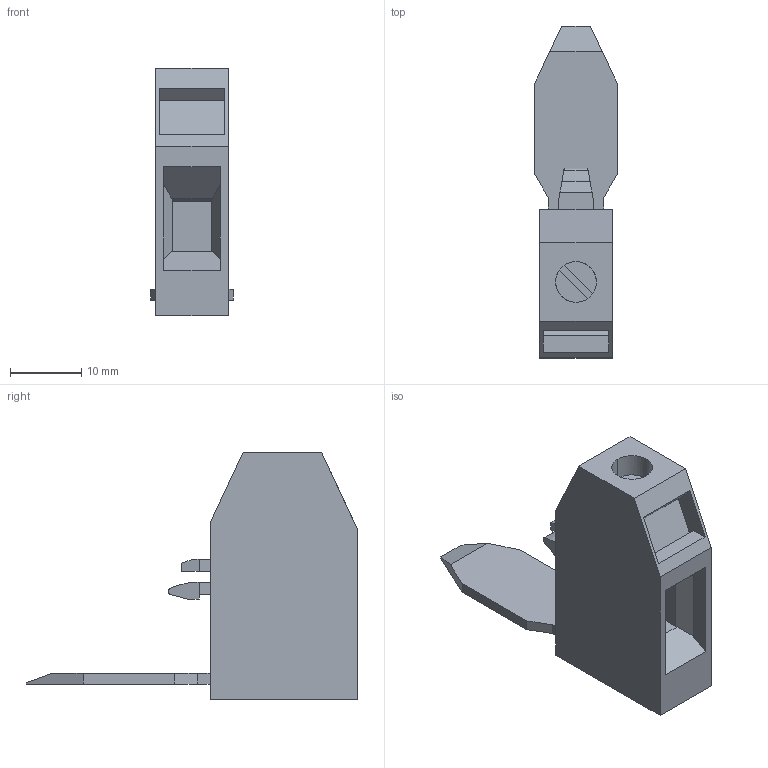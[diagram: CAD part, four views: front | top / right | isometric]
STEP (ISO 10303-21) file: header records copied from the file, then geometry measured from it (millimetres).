
FILE_DESCRIPTION(('STEP AP214'),'1');
FILE_NAME('cctmp_ED098ACA-052A-497B-B119-BEBB2B6164AD_2023_07_24_22_12_41_0725..stp','2023-07-24T20:12:41',('SIEMENS A&D'),('CADClick - www.CADClick.com'),'Spatial InterOp 3D postprocessed',' ','unknown authorization');
FILE_SCHEMA(('AUTOMOTIVE_DESIGN'));
Length unit declared in the file: millimetre
Products named in the file (1): 2023_07_24_22_12_41_0725
Bounding box: 11.5 x 46.5 x 34.7 mm (x, y, z)
Volume: 6142.8 mm3; surface area: 3652.3 mm2
Topology: 1 solids, 1 shells, 72 faces, 186 edges, 122 vertices
Faces by surface type: plane 67, cylinder 5
Entity records: 2401 total; most frequent: CARTESIAN_POINT 381, ORIENTED_EDGE 372, DIRECTION 346, EDGE_CURVE 186, LINE 172, VECTOR 172, VERTEX_POINT 122, AXIS2_PLACEMENT_3D 87
